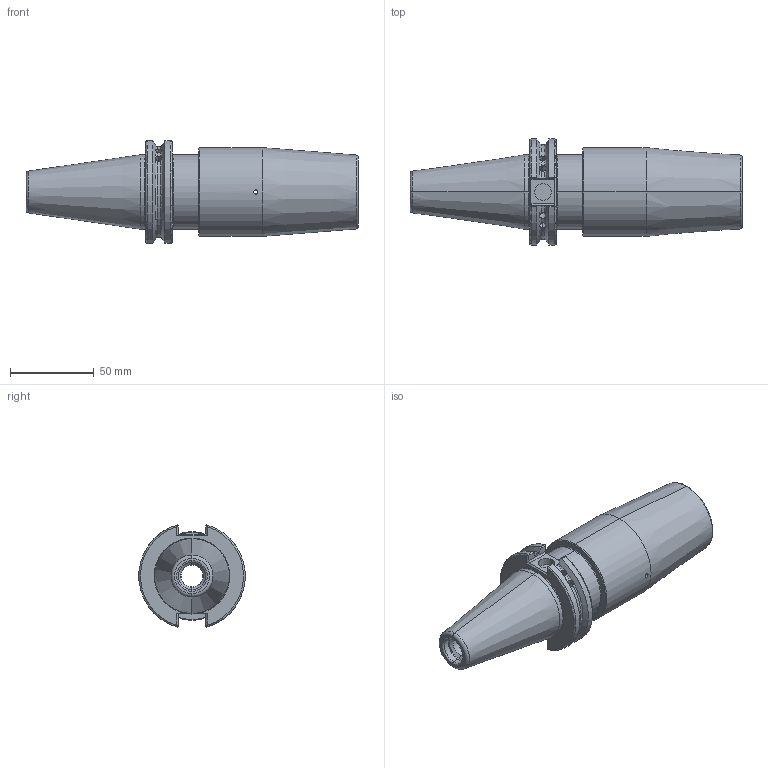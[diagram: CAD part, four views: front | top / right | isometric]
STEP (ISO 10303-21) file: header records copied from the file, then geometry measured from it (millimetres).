
FILE_DESCRIPTION (( 'STEP AP203' ), '1' );
FILE_NAME ('CA40A260-32130HP1.STEP', '2020-09-15T02:21:15', ( 'user' ), ( '' ), 'SwSTEP 2.0', 'SolidWorks 2013', '' );
FILE_SCHEMA (( 'CONFIG_CONTROL_DESIGN' ));
Length unit declared in the file: millimetre
Products named in the file (1): CA40A260-32130HP1
Bounding box: 198.25 x 63.32 x 61.05 mm (x, y, z)
Volume: 257520.7 mm3; surface area: 47424.6 mm2
Topology: 1 solids, 1 shells, 149 faces, 396 edges, 240 vertices
Faces by surface type: cylinder 52, torus 36, plane 31, cone 28, bspline 2
Entity records: 5206 total; most frequent: CARTESIAN_POINT 1623, ORIENTED_EDGE 776, DIRECTION 704, EDGE_CURVE 388, AXIS2_PLACEMENT_3D 288, VERTEX_POINT 240, EDGE_LOOP 158, FACE_OUTER_BOUND 149
